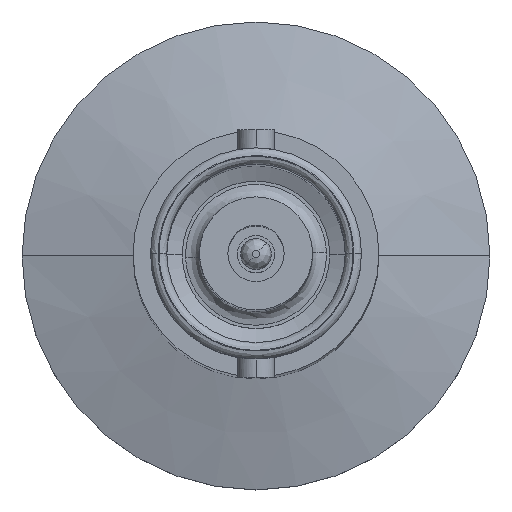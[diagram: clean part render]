
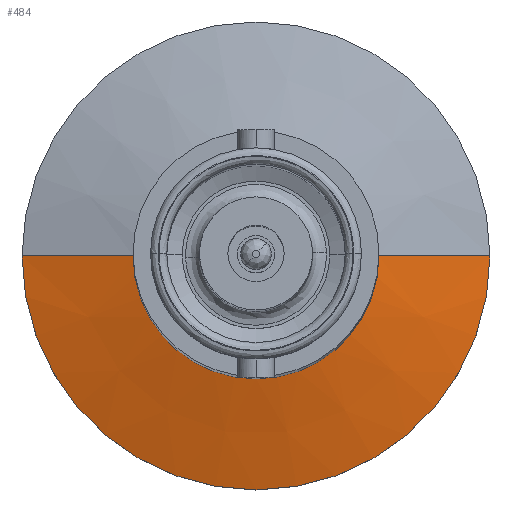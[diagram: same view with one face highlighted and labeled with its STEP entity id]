
A CAD part, top view. The second image highlights one B-rep face of the part: STEP entity #484.
In plain terms, the highlighted conical face has half-angle 75 degrees and reference radius 14.986 mm.
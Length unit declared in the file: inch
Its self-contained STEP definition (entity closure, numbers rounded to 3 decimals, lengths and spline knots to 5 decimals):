
#1 = EDGE_CURVE ( 'NONE', #3250, #3251, #541, .T. ) ;
#3 = EDGE_CURVE ( 'NONE', #3248, #3252, #542, .T. ) ;
#208 = DIRECTION ( 'NONE',  ( -1., 0., 0. ) ) ;
#209 = DIRECTION ( 'NONE',  ( 0., 0., 1. ) ) ;
#210 = CARTESIAN_POINT ( 'NONE',  ( 0., 0., 0.1 ) ) ;
#214 = DIRECTION ( 'NONE',  ( -1., 0., 0. ) ) ;
#215 = CARTESIAN_POINT ( 'NONE',  ( 0., 0., 0.17503 ) ) ;
#216 = DIRECTION ( 'NONE',  ( 0., 0., 1. ) ) ;
#318 = EDGE_LOOP ( 'NONE', ( #3199, #1626, #1625, #1624 ) ) ;
#484 = ADVANCED_FACE ( 'NONE', ( #1211 ), #1222, .T. ) ;
#541 = CIRCLE ( 'NONE', #2619, 0.31 ) ;
#542 = CIRCLE ( 'NONE', #2617, 0.59 ) ;
#1149 = AXIS2_PLACEMENT_3D ( 'NONE', #1930, #1928, #1926 ) ;
#1211 = FACE_OUTER_BOUND ( 'NONE', #318, .T. ) ;
#1222 = CONICAL_SURFACE ( 'NONE', #1149, 0.59, 1.309 ) ;
#1283 = LINE ( 'NONE', #2728, #1290 ) ;
#1284 = LINE ( 'NONE', #2726, #1287 ) ;
#1287 = VECTOR ( 'NONE', #2727, 39.37008 ) ;
#1290 = VECTOR ( 'NONE', #2721, 39.37008 ) ;
#1408 = EDGE_CURVE ( 'NONE', #3250, #3248, #1284, .T. ) ;
#1410 = EDGE_CURVE ( 'NONE', #3251, #3252, #1283, .T. ) ;
#1624 = ORIENTED_EDGE ( 'NONE', *, *, #3, .T. ) ;
#1625 = ORIENTED_EDGE ( 'NONE', *, *, #1408, .T. ) ;
#1626 = ORIENTED_EDGE ( 'NONE', *, *, #1, .F. ) ;
#1926 = DIRECTION ( 'NONE',  ( -1., 0., 0. ) ) ;
#1928 = DIRECTION ( 'NONE',  ( 0., 0., -1. ) ) ;
#1930 = CARTESIAN_POINT ( 'NONE',  ( 0., 0., 0.1 ) ) ;
#2087 = CARTESIAN_POINT ( 'NONE',  ( -0.59, 0., 0.1 ) ) ;
#2089 = CARTESIAN_POINT ( 'NONE',  ( -0.31, 0., 0.17503 ) ) ;
#2090 = CARTESIAN_POINT ( 'NONE',  ( 0.31, 0., 0.17503 ) ) ;
#2091 = CARTESIAN_POINT ( 'NONE',  ( 0.59, 0., 0.1 ) ) ;
#2617 = AXIS2_PLACEMENT_3D ( 'NONE', #210, #209, #208 ) ;
#2619 = AXIS2_PLACEMENT_3D ( 'NONE', #215, #216, #214 ) ;
#2721 = DIRECTION ( 'NONE',  ( 0.966, 0., -0.259 ) ) ;
#2726 = CARTESIAN_POINT ( 'NONE',  ( -0.59, 0., 0.1 ) ) ;
#2727 = DIRECTION ( 'NONE',  ( -0.966, 0., -0.259 ) ) ;
#2728 = CARTESIAN_POINT ( 'NONE',  ( 0.59, 0., 0.1 ) ) ;
#3199 = ORIENTED_EDGE ( 'NONE', *, *, #1410, .F. ) ;
#3248 = VERTEX_POINT ( 'NONE', #2087 ) ;
#3250 = VERTEX_POINT ( 'NONE', #2089 ) ;
#3251 = VERTEX_POINT ( 'NONE', #2090 ) ;
#3252 = VERTEX_POINT ( 'NONE', #2091 ) ;
